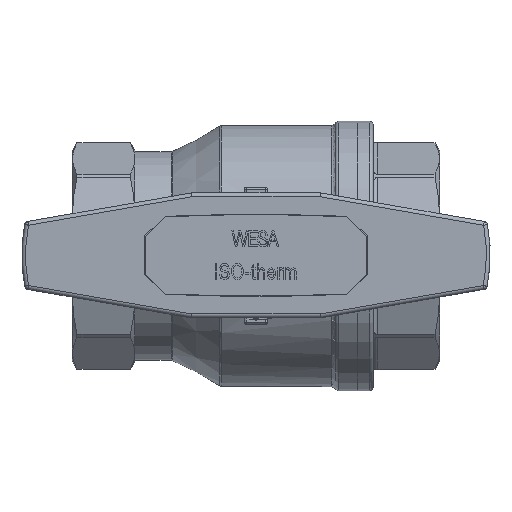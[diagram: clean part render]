
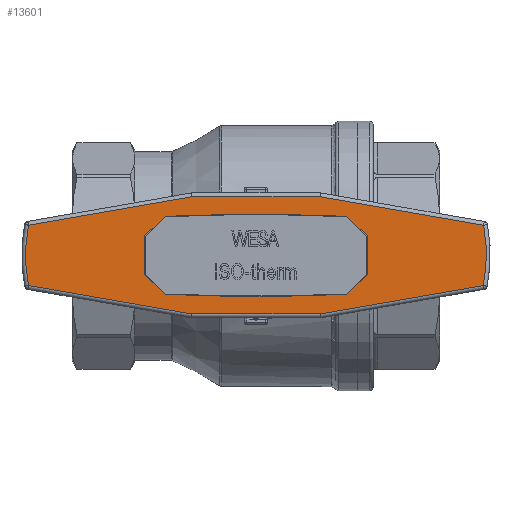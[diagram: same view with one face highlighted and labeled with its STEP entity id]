
A CAD part, top view. The second image highlights one B-rep face of the part: STEP entity #13601.
In plain terms, the highlighted planar face has unit normal (0, 0, 1).
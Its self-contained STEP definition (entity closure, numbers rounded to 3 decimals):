
#470=LINE('',#21785,#1966);
#473=LINE('',#21791,#1969);
#478=LINE('',#21805,#1974);
#480=LINE('',#21808,#1976);
#516=LINE('',#21907,#2012);
#517=LINE('',#21909,#2013);
#518=LINE('',#21911,#2014);
#519=LINE('',#21914,#2015);
#520=LINE('',#21916,#2016);
#521=LINE('',#21920,#2017);
#522=LINE('',#21922,#2018);
#523=LINE('',#21924,#2019);
#1966=VECTOR('',#17552,1000.);
#1969=VECTOR('',#17557,1000.);
#1974=VECTOR('',#17570,1000.);
#1976=VECTOR('',#17574,1000.);
#2012=VECTOR('',#17670,1000.);
#2013=VECTOR('',#17673,1000.);
#2014=VECTOR('',#17676,1000.);
#2015=VECTOR('',#17677,1000.);
#2016=VECTOR('',#17678,1000.);
#2017=VECTOR('',#17681,1000.);
#2018=VECTOR('',#17682,1000.);
#2019=VECTOR('',#17683,1000.);
#3948=ORIENTED_EDGE('',*,*,#7753,.F.);
#3949=ORIENTED_EDGE('',*,*,#7754,.T.);
#3950=ORIENTED_EDGE('',*,*,#7755,.F.);
#3951=ORIENTED_EDGE('',*,*,#7756,.T.);
#3952=ORIENTED_EDGE('',*,*,#7757,.F.);
#3953=ORIENTED_EDGE('',*,*,#7758,.F.);
#3954=ORIENTED_EDGE('',*,*,#7759,.F.);
#3955=ORIENTED_EDGE('',*,*,#7760,.T.);
#3956=ORIENTED_EDGE('',*,*,#7698,.F.);
#3957=ORIENTED_EDGE('',*,*,#7701,.F.);
#3958=ORIENTED_EDGE('',*,*,#7703,.F.);
#3959=ORIENTED_EDGE('',*,*,#7694,.F.);
#3960=ORIENTED_EDGE('',*,*,#7689,.T.);
#3961=ORIENTED_EDGE('',*,*,#7691,.F.);
#3962=ORIENTED_EDGE('',*,*,#7752,.F.);
#3963=ORIENTED_EDGE('',*,*,#7751,.F.);
#7689=EDGE_CURVE('',#9637,#9639,#10864,.T.);
#7691=EDGE_CURVE('',#9640,#9639,#470,.T.);
#7694=EDGE_CURVE('',#9637,#9642,#473,.T.);
#7698=EDGE_CURVE('',#9645,#9643,#10866,.T.);
#7701=EDGE_CURVE('',#9647,#9645,#478,.T.);
#7703=EDGE_CURVE('',#9642,#9647,#480,.T.);
#7751=EDGE_CURVE('',#9643,#9680,#516,.T.);
#7752=EDGE_CURVE('',#9680,#9640,#517,.T.);
#7753=EDGE_CURVE('',#9681,#9682,#518,.T.);
#7754=EDGE_CURVE('',#9681,#9683,#519,.T.);
#7755=EDGE_CURVE('',#9684,#9683,#520,.T.);
#7756=EDGE_CURVE('',#9684,#9685,#10879,.T.);
#7757=EDGE_CURVE('',#9686,#9685,#521,.T.);
#7758=EDGE_CURVE('',#9687,#9686,#522,.T.);
#7759=EDGE_CURVE('',#9688,#9687,#523,.T.);
#7760=EDGE_CURVE('',#9688,#9682,#10880,.T.);
#9637=VERTEX_POINT('',#21776);
#9639=VERTEX_POINT('',#21780);
#9640=VERTEX_POINT('',#21784);
#9642=VERTEX_POINT('',#21789);
#9643=VERTEX_POINT('',#21794);
#9645=VERTEX_POINT('',#21798);
#9647=VERTEX_POINT('',#21804);
#9680=VERTEX_POINT('',#21906);
#9681=VERTEX_POINT('',#21912);
#9682=VERTEX_POINT('',#21913);
#9683=VERTEX_POINT('',#21915);
#9684=VERTEX_POINT('',#21917);
#9685=VERTEX_POINT('',#21919);
#9686=VERTEX_POINT('',#21921);
#9687=VERTEX_POINT('',#21923);
#9688=VERTEX_POINT('',#21925);
#10864=CIRCLE('',#16113,538.206);
#10866=CIRCLE('',#16118,538.206);
#10879=CIRCLE('',#16153,40.25);
#10880=CIRCLE('',#16154,40.25);
#11234=EDGE_LOOP('',(#3948,#3949,#3950,#3951,#3952,#3953,#3954,#3955));
#11235=EDGE_LOOP('',(#3956,#3957,#3958,#3959,#3960,#3961,#3962,#3963));
#12139=FACE_BOUND('',#11234,.T.);
#12140=FACE_BOUND('',#11235,.T.);
#13009=PLANE('',#16152);
#13601=ADVANCED_FACE('',(#12139,#12140),#13009,.T.);
#16113=AXIS2_PLACEMENT_3D('',#21781,#17547,#17548);
#16118=AXIS2_PLACEMENT_3D('',#21799,#17564,#17565);
#16152=AXIS2_PLACEMENT_3D('',#21910,#17674,#17675);
#16153=AXIS2_PLACEMENT_3D('',#21918,#17679,#17680);
#16154=AXIS2_PLACEMENT_3D('',#21926,#17684,#17685);
#17547=DIRECTION('',(0.,0.,-1.));
#17548=DIRECTION('',(0.,1.,0.));
#17552=DIRECTION('',(0.686,0.728,0.));
#17557=DIRECTION('',(-0.686,0.728,0.));
#17564=DIRECTION('',(0.,0.,1.));
#17565=DIRECTION('',(0.,1.,0.));
#17570=DIRECTION('',(-0.686,-0.728,0.));
#17574=DIRECTION('',(-1.,0.,0.));
#17670=DIRECTION('',(0.686,-0.728,0.));
#17673=DIRECTION('',(1.,0.,0.));
#17674=DIRECTION('',(0.,0.,1.));
#17675=DIRECTION('',(1.,0.,0.));
#17676=DIRECTION('',(-0.172,-0.985,0.));
#17677=DIRECTION('',(0.,1.,0.));
#17678=DIRECTION('',(0.172,-0.985,0.));
#17679=DIRECTION('',(0.,0.,1.));
#17680=DIRECTION('',(0.,1.,0.));
#17681=DIRECTION('',(0.172,0.985,0.));
#17682=DIRECTION('',(0.,1.,0.));
#17683=DIRECTION('',(-0.172,0.985,0.));
#17684=DIRECTION('',(0.,0.,1.));
#17685=DIRECTION('',(0.,1.,0.));
#21776=CARTESIAN_POINT('',(10.,23.194,51.5));
#21780=CARTESIAN_POINT('',(10.,-23.194,51.5));
#21781=CARTESIAN_POINT('',(-527.706,0.,51.5));
#21784=CARTESIAN_POINT('',(5.,-28.5,51.5));
#21785=CARTESIAN_POINT('',(31.856,0.,51.5));
#21789=CARTESIAN_POINT('',(5.,28.5,51.5));
#21791=CARTESIAN_POINT('',(31.856,0.,51.5));
#21794=CARTESIAN_POINT('',(-10.,-23.194,51.5));
#21798=CARTESIAN_POINT('',(-10.,23.194,51.5));
#21799=CARTESIAN_POINT('',(527.706,0.,51.5));
#21804=CARTESIAN_POINT('',(-5.,28.5,51.5));
#21805=CARTESIAN_POINT('',(-31.856,0.,51.5));
#21808=CARTESIAN_POINT('',(0.,28.5,51.5));
#21906=CARTESIAN_POINT('',(-5.,-28.5,51.5));
#21907=CARTESIAN_POINT('',(-31.856,0.,51.5));
#21909=CARTESIAN_POINT('',(0.,-28.5,51.5));
#21910=CARTESIAN_POINT('',(0.,0.,51.5));
#21911=CARTESIAN_POINT('',(17.859,0.,51.5));
#21912=CARTESIAN_POINT('',(15.,-16.414,51.5));
#21913=CARTESIAN_POINT('',(7.714,-58.248,51.5));
#21914=CARTESIAN_POINT('',(15.,0.,51.5));
#21915=CARTESIAN_POINT('',(15.,16.414,51.5));
#21916=CARTESIAN_POINT('',(17.859,0.,51.5));
#21917=CARTESIAN_POINT('',(7.722,58.203,51.5));
#21918=CARTESIAN_POINT('',(-0.243,18.748,51.5));
#21919=CARTESIAN_POINT('',(-7.704,58.301,51.5));
#21920=CARTESIAN_POINT('',(-17.859,0.,51.5));
#21921=CARTESIAN_POINT('',(-15.,16.414,51.5));
#21922=CARTESIAN_POINT('',(-15.,0.,51.5));
#21923=CARTESIAN_POINT('',(-15.,-16.414,51.5));
#21924=CARTESIAN_POINT('',(-17.859,0.,51.5));
#21925=CARTESIAN_POINT('',(-7.711,-58.261,51.5));
#21926=CARTESIAN_POINT('',(-0.033,-18.75,51.5));
